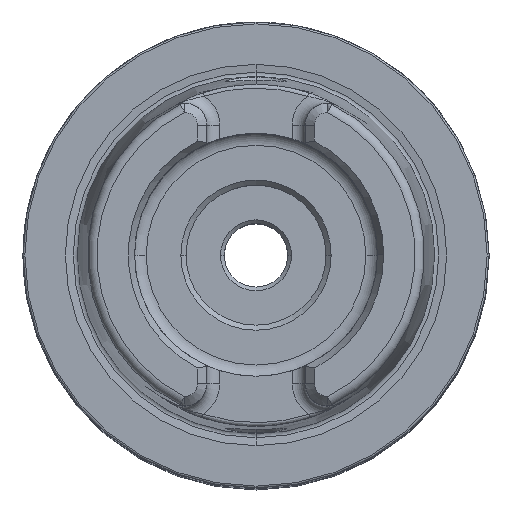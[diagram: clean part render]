
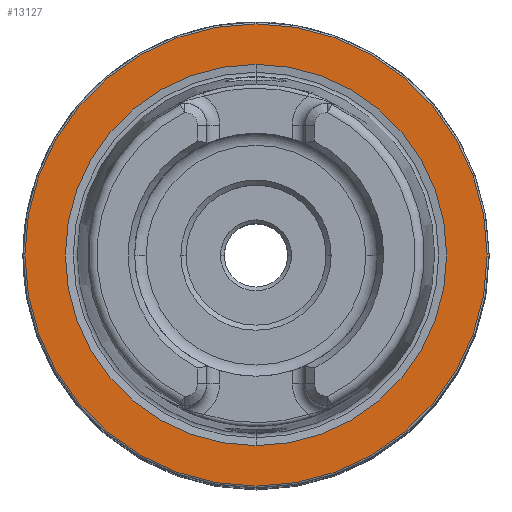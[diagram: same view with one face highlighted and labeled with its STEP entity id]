
A CAD part, top view. The second image highlights one B-rep face of the part: STEP entity #13127.
In plain terms, the highlighted planar face has unit normal (0, 0, 1).
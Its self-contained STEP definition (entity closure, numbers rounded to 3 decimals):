
#29 = CIRCLE ( 'NONE', #16283, 20.434 ) ;
#921 = AXIS2_PLACEMENT_3D ( 'NONE', #12690, #4360, #14044 ) ;
#964 = CARTESIAN_POINT ( 'NONE',  ( 0., 0., 0. ) ) ;
#1680 = DIRECTION ( 'NONE',  ( 0., 0., 1. ) ) ;
#2354 = DIRECTION ( 'NONE',  ( 0., 1., 0. ) ) ;
#2390 = VERTEX_POINT ( 'NONE', #4712 ) ;
#2680 = AXIS2_PLACEMENT_3D ( 'NONE', #10036, #1680, #11453 ) ;
#2727 = ORIENTED_EDGE ( 'NONE', *, *, #5048, .T. ) ;
#2784 = ORIENTED_EDGE ( 'NONE', *, *, #5083, .T. ) ;
#3367 = CARTESIAN_POINT ( 'NONE',  ( 0., 24.975, 0. ) ) ;
#3744 = AXIS2_PLACEMENT_3D ( 'NONE', #4535, #14218, #5945 ) ;
#4162 = ORIENTED_EDGE ( 'NONE', *, *, #6323, .T. ) ;
#4360 = DIRECTION ( 'NONE',  ( 0., 0., 1. ) ) ;
#4535 = CARTESIAN_POINT ( 'NONE',  ( 0., 0., 0. ) ) ;
#4712 = CARTESIAN_POINT ( 'NONE',  ( 0., 24.775, 0. ) ) ;
#4777 = DIRECTION ( 'NONE',  ( 0., -1., 0. ) ) ;
#4929 = EDGE_LOOP ( 'NONE', ( #2784, #11971 ) ) ;
#4963 = FACE_BOUND ( 'NONE', #4929, .T. ) ;
#5048 = EDGE_CURVE ( 'NONE', #2390, #12966, #12869, .T. ) ;
#5083 = EDGE_CURVE ( 'NONE', #17007, #8217, #5491, .T. ) ;
#5491 = CIRCLE ( 'NONE', #3744, 20.434 ) ;
#5945 = DIRECTION ( 'NONE',  ( 0., 1., 0. ) ) ;
#6127 = PLANE ( 'NONE',  #15184 ) ;
#6323 = EDGE_CURVE ( 'NONE', #12966, #2390, #13367, .T. ) ;
#7188 = CARTESIAN_POINT ( 'NONE',  ( 0., 20.434, 0. ) ) ;
#7258 = EDGE_CURVE ( 'NONE', #8217, #17007, #29, .T. ) ;
#8217 = VERTEX_POINT ( 'NONE', #7188 ) ;
#10036 = CARTESIAN_POINT ( 'NONE',  ( 0., 0., 0. ) ) ;
#10743 = DIRECTION ( 'NONE',  ( 0., 0., -1. ) ) ;
#11453 = DIRECTION ( 'NONE',  ( 0., -1., 0. ) ) ;
#11971 = ORIENTED_EDGE ( 'NONE', *, *, #7258, .T. ) ;
#12638 = EDGE_LOOP ( 'NONE', ( #4162, #2727 ) ) ;
#12686 = CARTESIAN_POINT ( 'NONE',  ( 0., -24.775, 0. ) ) ;
#12690 = CARTESIAN_POINT ( 'NONE',  ( 0., 0., 0. ) ) ;
#12778 = FACE_OUTER_BOUND ( 'NONE', #12638, .T. ) ;
#12869 = CIRCLE ( 'NONE', #921, 24.775 ) ;
#12966 = VERTEX_POINT ( 'NONE', #12686 ) ;
#13102 = DIRECTION ( 'NONE',  ( 0., 0., 1. ) ) ;
#13127 = ADVANCED_FACE ( 'NONE', ( #12778, #4963 ), #6127, .T. ) ;
#13367 = CIRCLE ( 'NONE', #2680, 24.775 ) ;
#14044 = DIRECTION ( 'NONE',  ( 0., -1., 0. ) ) ;
#14218 = DIRECTION ( 'NONE',  ( 0., 0., -1. ) ) ;
#14602 = CARTESIAN_POINT ( 'NONE',  ( 0., -20.434, 0. ) ) ;
#15184 = AXIS2_PLACEMENT_3D ( 'NONE', #3367, #13102, #4777 ) ;
#16283 = AXIS2_PLACEMENT_3D ( 'NONE', #964, #10743, #2354 ) ;
#17007 = VERTEX_POINT ( 'NONE', #14602 ) ;
